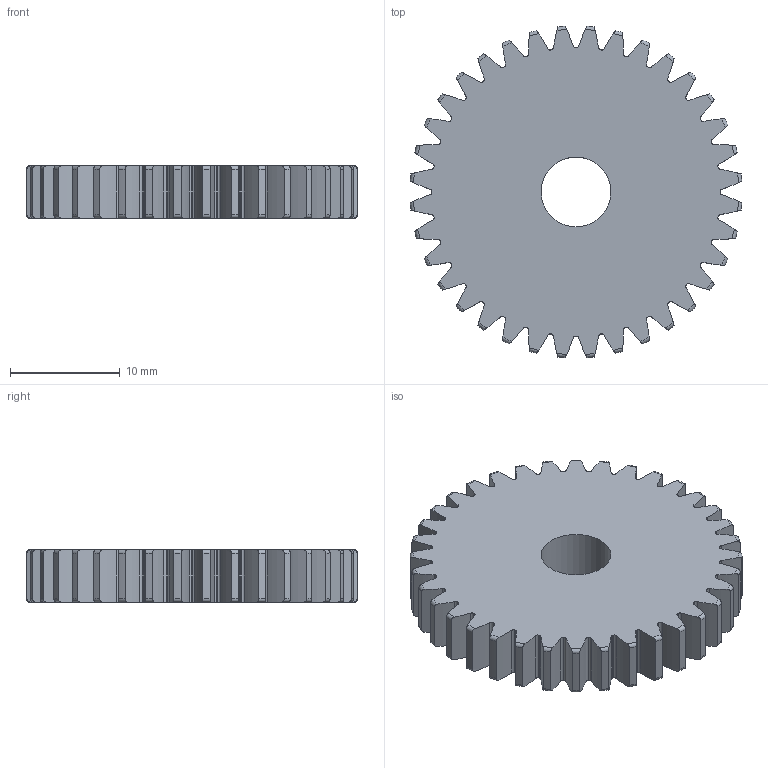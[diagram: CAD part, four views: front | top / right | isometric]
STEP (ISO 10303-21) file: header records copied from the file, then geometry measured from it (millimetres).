
FILE_DESCRIPTION(/* description */ (''),/* implementation_level */ '2;1');
FILE_NAME(/* name */ 'v6.2.0_Gear v1.step',/* time_stamp */ '2019-06-10T09:18:44-07:00',/* author */ (''),/* organization */ (''),/* preprocessor_version */ 'ST-DEVELOPER v18',/* originating_system */ 'Autodesk Translation Framework v8.2.0.1029',/* authorisation */ '');
FILE_SCHEMA (('AUTOMOTIVE_DESIGN { 1 0 10303 214 3 1 1 }'));
Length unit declared in the file: inch
Products named in the file (2): v6.2.0_Gear; 2662N17
Assembly tree (1 placements, depth 2):
  v6.2.0_Gear
    2662N17
Bounding box: 30.16 x 30.16 x 4.76 mm (x, y, z)
Volume: 2879.7 mm3; surface area: 2185.4 mm2
Topology: 1 solids, 1 shells, 291 faces, 868 edges, 579 vertices
Faces by surface type: cylinder 217, torus 72, plane 2
Full cylindrical faces by diameter (mm): 6.35 x1
Entity records: 11432 total; most frequent: CARTESIAN_POINT 3325, DIRECTION 1819, ORIENTED_EDGE 1736, EDGE_CURVE 868, AXIS2_PLACEMENT_3D 801, VERTEX_POINT 579, CIRCLE 507, EDGE_LOOP 293
